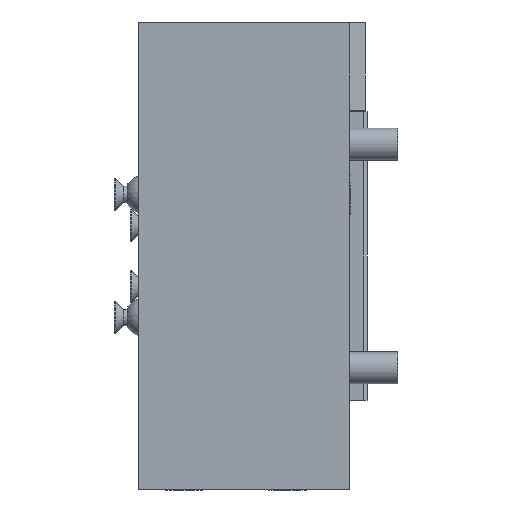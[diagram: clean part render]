
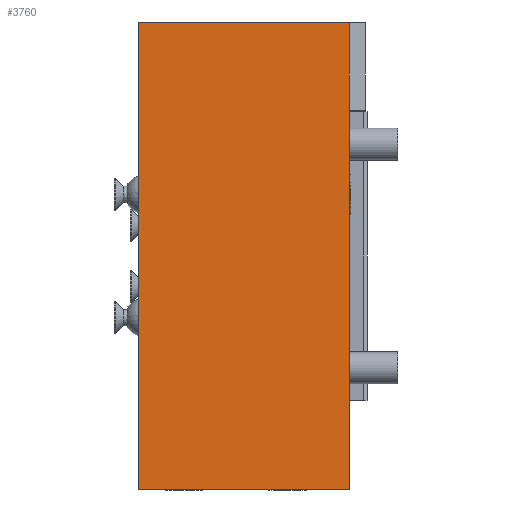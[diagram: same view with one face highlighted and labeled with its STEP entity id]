
A CAD part, front view. The second image highlights one B-rep face of the part: STEP entity #3760.
In plain terms, the highlighted planar face has unit normal (0, -1, 0).
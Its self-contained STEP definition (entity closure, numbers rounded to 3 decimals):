
#81=DIRECTION('',(0.,0.,-1.));
#82=VECTOR('',#81,144.);
#83=CARTESIAN_POINT('',(-65.,-45.,72.));
#84=LINE('',#83,#82);
#1045=DIRECTION('',(-1.,0.,0.));
#1046=VECTOR('',#1045,65.);
#1047=CARTESIAN_POINT('',(0.,-45.,-72.));
#1048=LINE('',#1047,#1046);
#1053=DIRECTION('',(0.,0.,1.));
#1054=VECTOR('',#1053,27.);
#1055=CARTESIAN_POINT('',(0.,-45.,45.));
#1056=LINE('',#1055,#1054);
#1057=DIRECTION('',(0.,0.,1.));
#1058=VECTOR('',#1057,117.);
#1059=CARTESIAN_POINT('',(0.,-45.,-72.));
#1060=LINE('',#1059,#1058);
#1073=DIRECTION('',(-1.,0.,0.));
#1074=VECTOR('',#1073,65.);
#1075=CARTESIAN_POINT('',(0.,-45.,72.));
#1076=LINE('',#1075,#1074);
#1901=CARTESIAN_POINT('',(-65.,-45.,72.));
#1902=CARTESIAN_POINT('',(-65.,-45.,-72.));
#1903=VERTEX_POINT('',#1901);
#1904=VERTEX_POINT('',#1902);
#1939=CARTESIAN_POINT('',(0.,-45.,-72.));
#1940=VERTEX_POINT('',#1939);
#1943=CARTESIAN_POINT('',(0.,-45.,72.));
#1945=VERTEX_POINT('',#1943);
#1949=CARTESIAN_POINT('',(0.,-45.,45.));
#1950=VERTEX_POINT('',#1949);
#3745=CARTESIAN_POINT('',(5.,-45.,72.));
#3746=DIRECTION('',(0.,-1.,0.));
#3747=DIRECTION('',(-1.,0.,0.));
#3748=AXIS2_PLACEMENT_3D('',#3745,#3746,#3747);
#3749=PLANE('',#3748);
#3751=ORIENTED_EDGE('',*,*,#3750,.F.);
#3753=ORIENTED_EDGE('',*,*,#3752,.F.);
#3754=ORIENTED_EDGE('',*,*,#3738,.T.);
#3755=ORIENTED_EDGE('',*,*,#2569,.F.);
#3757=ORIENTED_EDGE('',*,*,#3756,.F.);
#3758=EDGE_LOOP('',(#3751,#3753,#3754,#3755,#3757));
#3759=FACE_OUTER_BOUND('',#3758,.F.);
#3760=ADVANCED_FACE('',(#3759),#3749,.T.);
#2569=EDGE_CURVE('',#1903,#1904,#84,.T.);
#3738=EDGE_CURVE('',#1940,#1904,#1048,.T.);
#3750=EDGE_CURVE('',#1950,#1945,#1056,.T.);
#3752=EDGE_CURVE('',#1940,#1950,#1060,.T.);
#3756=EDGE_CURVE('',#1945,#1903,#1076,.T.);
